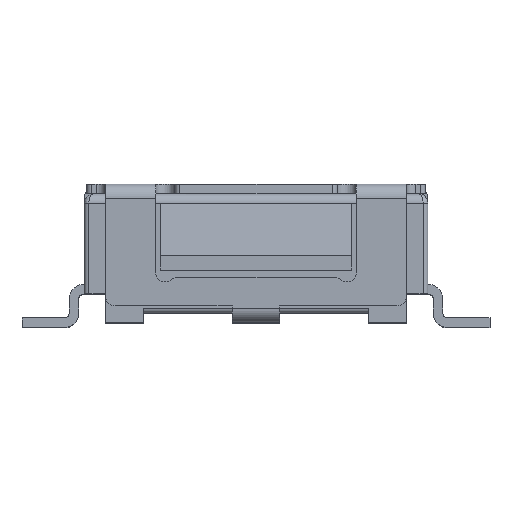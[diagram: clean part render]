
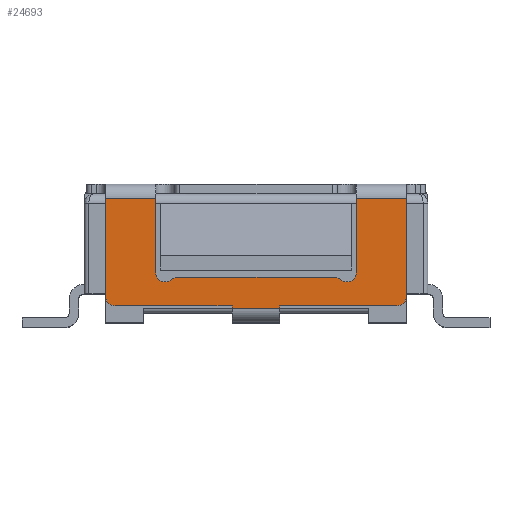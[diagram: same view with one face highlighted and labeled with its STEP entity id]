
A CAD part, top view. The second image highlights one B-rep face of the part: STEP entity #24693.
In plain terms, the highlighted planar face has unit normal (0, 0, 1).
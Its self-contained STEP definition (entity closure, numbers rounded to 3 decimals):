
#92 = VERTEX_POINT ( 'NONE', #32985 ) ;
#477 = CARTESIAN_POINT ( 'NONE',  ( 7.019, 7.053, 9.122 ) ) ;
#1218 = DIRECTION ( 'NONE',  ( -1., 0., 0. ) ) ;
#1622 = LINE ( 'NONE', #23593, #22837 ) ;
#1755 = CARTESIAN_POINT ( 'NONE',  ( 0.719, 5.003, 9.122 ) ) ;
#2446 = VERTEX_POINT ( 'NONE', #5578 ) ;
#2460 = EDGE_CURVE ( 'NONE', #29267, #4892, #8608, .T. ) ;
#2463 = CARTESIAN_POINT ( 'NONE',  ( 4.369, 4.803, 9.122 ) ) ;
#2594 = CARTESIAN_POINT ( 'NONE',  ( 0.719, 4.803, 9.122 ) ) ;
#2959 = CARTESIAN_POINT ( 'NONE',  ( 5.769, 5.503, 9.122 ) ) ;
#2981 = LINE ( 'NONE', #38714, #29719 ) ;
#3296 = EDGE_CURVE ( 'NONE', #7746, #18790, #1622, .T. ) ;
#3792 = DIRECTION ( 'NONE',  ( 0., 0., -1. ) ) ;
#4228 = VECTOR ( 'NONE', #38595, 1000. ) ;
#4776 = CARTESIAN_POINT ( 'NONE',  ( 6.819, 5.003, 9.122 ) ) ;
#4892 = VERTEX_POINT ( 'NONE', #41150 ) ;
#4983 = EDGE_CURVE ( 'NONE', #26503, #21529, #41060, .T. ) ;
#5491 = DIRECTION ( 'NONE',  ( -1., 0., 0. ) ) ;
#5578 = CARTESIAN_POINT ( 'NONE',  ( 4.369, 4.803, 9.122 ) ) ;
#6295 = ORIENTED_EDGE ( 'NONE', *, *, #19148, .F. ) ;
#6343 = LINE ( 'NONE', #35112, #14606 ) ;
#6409 = ORIENTED_EDGE ( 'NONE', *, *, #9929, .F. ) ;
#6907 = DIRECTION ( 'NONE',  ( 0., 0., -1. ) ) ;
#7333 = LINE ( 'NONE', #33332, #35549 ) ;
#7746 = VERTEX_POINT ( 'NONE', #39452 ) ;
#7858 = VERTEX_POINT ( 'NONE', #17443 ) ;
#7969 = ORIENTED_EDGE ( 'NONE', *, *, #16046, .T. ) ;
#7978 = EDGE_CURVE ( 'NONE', #18790, #26503, #32489, .T. ) ;
#8109 = CARTESIAN_POINT ( 'NONE',  ( 1.769, 7.053, 9.122 ) ) ;
#8233 = DIRECTION ( 'NONE',  ( 0., 0., 1. ) ) ;
#8389 = VERTEX_POINT ( 'NONE', #477 ) ;
#8486 = AXIS2_PLACEMENT_3D ( 'NONE', #28024, #8988, #21890 ) ;
#8608 = CIRCLE ( 'NONE', #32266, 0.2 ) ;
#8988 = DIRECTION ( 'NONE',  ( 0., 0., 1. ) ) ;
#9307 = VERTEX_POINT ( 'NONE', #33231 ) ;
#9509 = AXIS2_PLACEMENT_3D ( 'NONE', #18267, #14878, #15725 ) ;
#9929 = EDGE_CURVE ( 'NONE', #36737, #21529, #39033, .T. ) ;
#10050 = DIRECTION ( 'NONE',  ( 0., -1., 0. ) ) ;
#10180 = VERTEX_POINT ( 'NONE', #14046 ) ;
#10195 = CARTESIAN_POINT ( 'NONE',  ( 3.369, 4.803, 9.122 ) ) ;
#10742 = DIRECTION ( 'NONE',  ( 1., 0., 0. ) ) ;
#10835 = EDGE_CURVE ( 'NONE', #92, #2446, #18527, .T. ) ;
#11220 = CARTESIAN_POINT ( 'NONE',  ( 3.869, 7.053, 9.122 ) ) ;
#11511 = VECTOR ( 'NONE', #33043, 1000. ) ;
#11730 = PLANE ( 'NONE',  #8486 ) ;
#12002 = VERTEX_POINT ( 'NONE', #30759 ) ;
#12481 = DIRECTION ( 'NONE',  ( 0., -1., 0. ) ) ;
#12796 = CARTESIAN_POINT ( 'NONE',  ( 5.969, 4.803, 9.122 ) ) ;
#12968 = VECTOR ( 'NONE', #10050, 1000. ) ;
#14046 = CARTESIAN_POINT ( 'NONE',  ( 3.369, 4.803, 9.122 ) ) ;
#14603 = VERTEX_POINT ( 'NONE', #31289 ) ;
#14606 = VECTOR ( 'NONE', #41667, 1000. ) ;
#14878 = DIRECTION ( 'NONE',  ( 0., 0., 1. ) ) ;
#15725 = DIRECTION ( 'NONE',  ( 1., 0., 0. ) ) ;
#15976 = DIRECTION ( 'NONE',  ( 0., 1., 0. ) ) ;
#16046 = EDGE_CURVE ( 'NONE', #21857, #35345, #20274, .T. ) ;
#16375 = ORIENTED_EDGE ( 'NONE', *, *, #25554, .T. ) ;
#16925 = CARTESIAN_POINT ( 'NONE',  ( 6.819, 4.803, 9.122 ) ) ;
#16992 = DIRECTION ( 'NONE',  ( 1., 0., 0. ) ) ;
#17061 = DIRECTION ( 'NONE',  ( 1., 0., 0. ) ) ;
#17443 = CARTESIAN_POINT ( 'NONE',  ( 3.369, 4.753, 9.122 ) ) ;
#18108 = ORIENTED_EDGE ( 'NONE', *, *, #10835, .T. ) ;
#18229 = AXIS2_PLACEMENT_3D ( 'NONE', #4776, #27206, #40707 ) ;
#18267 = CARTESIAN_POINT ( 'NONE',  ( 2.233, 5.203, 9.122 ) ) ;
#18282 = DIRECTION ( 'NONE',  ( 0., 0., 1. ) ) ;
#18527 = LINE ( 'NONE', #2463, #33297 ) ;
#18651 = EDGE_CURVE ( 'NONE', #25126, #8389, #36233, .T. ) ;
#18742 = DIRECTION ( 'NONE',  ( 0., 1., 0. ) ) ;
#18790 = VERTEX_POINT ( 'NONE', #19061 ) ;
#19061 = CARTESIAN_POINT ( 'NONE',  ( 2.233, 5.403, 9.122 ) ) ;
#19148 = EDGE_CURVE ( 'NONE', #10180, #4892, #31777, .T. ) ;
#19369 = CARTESIAN_POINT ( 'NONE',  ( 1.769, 4.803, 9.122 ) ) ;
#19565 = CARTESIAN_POINT ( 'NONE',  ( 0.719, 7.153, 9.122 ) ) ;
#19773 = ORIENTED_EDGE ( 'NONE', *, *, #33662, .T. ) ;
#20104 = CARTESIAN_POINT ( 'NONE',  ( 5.504, 5.203, 9.122 ) ) ;
#20274 = CIRCLE ( 'NONE', #18229, 0.2 ) ;
#20707 = DIRECTION ( 'NONE',  ( -1., 0., 0. ) ) ;
#21448 = EDGE_CURVE ( 'NONE', #29267, #14603, #25903, .T. ) ;
#21529 = VERTEX_POINT ( 'NONE', #31841 ) ;
#21857 = VERTEX_POINT ( 'NONE', #16925 ) ;
#21871 = ORIENTED_EDGE ( 'NONE', *, *, #3296, .T. ) ;
#21877 = CIRCLE ( 'NONE', #36059, 0.2 ) ;
#21881 = DIRECTION ( 'NONE',  ( 0., -1., 0. ) ) ;
#21890 = DIRECTION ( 'NONE',  ( 0., -1., 0. ) ) ;
#21902 = LINE ( 'NONE', #12796, #37804 ) ;
#22837 = VECTOR ( 'NONE', #1218, 1000. ) ;
#23421 = ORIENTED_EDGE ( 'NONE', *, *, #2460, .T. ) ;
#23593 = CARTESIAN_POINT ( 'NONE',  ( 2.233, 5.403, 9.122 ) ) ;
#24216 = ORIENTED_EDGE ( 'NONE', *, *, #4983, .T. ) ;
#24693 = ADVANCED_FACE ( 'NONE', ( #37952 ), #11730, .T. ) ;
#24740 = CIRCLE ( 'NONE', #30170, 0.2 ) ;
#25126 = VERTEX_POINT ( 'NONE', #37292 ) ;
#25201 = DIRECTION ( 'NONE',  ( -1., 0., 0. ) ) ;
#25352 = EDGE_CURVE ( 'NONE', #21857, #2446, #6343, .T. ) ;
#25543 = ORIENTED_EDGE ( 'NONE', *, *, #34886, .F. ) ;
#25554 = EDGE_CURVE ( 'NONE', #12002, #7746, #24740, .T. ) ;
#25678 = VECTOR ( 'NONE', #5491, 1000. ) ;
#25903 = LINE ( 'NONE', #19565, #4228 ) ;
#26288 = EDGE_LOOP ( 'NONE', ( #32484, #23421, #6295, #33956, #35592, #18108, #40475, #7969, #25543, #40985, #30138, #26791, #16375, #21871, #29035, #24216, #6409, #19773 ) ) ;
#26503 = VERTEX_POINT ( 'NONE', #27030 ) ;
#26773 = EDGE_CURVE ( 'NONE', #7858, #92, #7333, .T. ) ;
#26791 = ORIENTED_EDGE ( 'NONE', *, *, #40751, .T. ) ;
#27030 = CARTESIAN_POINT ( 'NONE',  ( 2.101, 5.353, 9.122 ) ) ;
#27206 = DIRECTION ( 'NONE',  ( 0., 0., 1. ) ) ;
#28024 = CARTESIAN_POINT ( 'NONE',  ( 3.869, 7.353, 9.122 ) ) ;
#29035 = ORIENTED_EDGE ( 'NONE', *, *, #7978, .T. ) ;
#29267 = VERTEX_POINT ( 'NONE', #1755 ) ;
#29719 = VECTOR ( 'NONE', #12481, 1000. ) ;
#30138 = ORIENTED_EDGE ( 'NONE', *, *, #35563, .F. ) ;
#30170 = AXIS2_PLACEMENT_3D ( 'NONE', #20104, #8233, #20707 ) ;
#30759 = CARTESIAN_POINT ( 'NONE',  ( 5.637, 5.353, 9.122 ) ) ;
#31101 = LINE ( 'NONE', #11220, #25678 ) ;
#31289 = CARTESIAN_POINT ( 'NONE',  ( 0.719, 7.053, 9.122 ) ) ;
#31777 = LINE ( 'NONE', #2594, #33799 ) ;
#31841 = CARTESIAN_POINT ( 'NONE',  ( 1.769, 5.503, 9.122 ) ) ;
#32266 = AXIS2_PLACEMENT_3D ( 'NONE', #37730, #18282, #21881 ) ;
#32431 = CARTESIAN_POINT ( 'NONE',  ( 7.019, 7.053, 9.122 ) ) ;
#32484 = ORIENTED_EDGE ( 'NONE', *, *, #21448, .F. ) ;
#32489 = CIRCLE ( 'NONE', #9509, 0.2 ) ;
#32493 = CARTESIAN_POINT ( 'NONE',  ( 1.969, 5.503, 9.122 ) ) ;
#32985 = CARTESIAN_POINT ( 'NONE',  ( 4.369, 4.753, 9.122 ) ) ;
#33043 = DIRECTION ( 'NONE',  ( 0., -1., 0. ) ) ;
#33150 = CARTESIAN_POINT ( 'NONE',  ( 7.019, 5.003, 9.122 ) ) ;
#33231 = CARTESIAN_POINT ( 'NONE',  ( 5.969, 5.503, 9.122 ) ) ;
#33297 = VECTOR ( 'NONE', #18742, 1000. ) ;
#33332 = CARTESIAN_POINT ( 'NONE',  ( 3.369, 4.753, 9.122 ) ) ;
#33662 = EDGE_CURVE ( 'NONE', #36737, #14603, #31101, .T. ) ;
#33799 = VECTOR ( 'NONE', #25201, 1000. ) ;
#33956 = ORIENTED_EDGE ( 'NONE', *, *, #34665, .T. ) ;
#34296 = AXIS2_PLACEMENT_3D ( 'NONE', #32493, #6907, #35459 ) ;
#34665 = EDGE_CURVE ( 'NONE', #10180, #7858, #39170, .T. ) ;
#34886 = EDGE_CURVE ( 'NONE', #8389, #35345, #2981, .T. ) ;
#35112 = CARTESIAN_POINT ( 'NONE',  ( 7.019, 4.803, 9.122 ) ) ;
#35345 = VERTEX_POINT ( 'NONE', #33150 ) ;
#35459 = DIRECTION ( 'NONE',  ( 1., 0., 0. ) ) ;
#35549 = VECTOR ( 'NONE', #17061, 1000. ) ;
#35563 = EDGE_CURVE ( 'NONE', #9307, #25126, #21902, .T. ) ;
#35592 = ORIENTED_EDGE ( 'NONE', *, *, #26773, .T. ) ;
#36059 = AXIS2_PLACEMENT_3D ( 'NONE', #2959, #3792, #10742 ) ;
#36233 = LINE ( 'NONE', #32431, #39832 ) ;
#36737 = VERTEX_POINT ( 'NONE', #8109 ) ;
#37292 = CARTESIAN_POINT ( 'NONE',  ( 5.969, 7.053, 9.122 ) ) ;
#37730 = CARTESIAN_POINT ( 'NONE',  ( 0.919, 5.003, 9.122 ) ) ;
#37804 = VECTOR ( 'NONE', #15976, 1000. ) ;
#37952 = FACE_OUTER_BOUND ( 'NONE', #26288, .T. ) ;
#38595 = DIRECTION ( 'NONE',  ( 0., 1., 0. ) ) ;
#38714 = CARTESIAN_POINT ( 'NONE',  ( 7.019, 7.153, 9.122 ) ) ;
#39033 = LINE ( 'NONE', #19369, #12968 ) ;
#39170 = LINE ( 'NONE', #10195, #11511 ) ;
#39452 = CARTESIAN_POINT ( 'NONE',  ( 5.504, 5.403, 9.122 ) ) ;
#39832 = VECTOR ( 'NONE', #16992, 1000. ) ;
#40475 = ORIENTED_EDGE ( 'NONE', *, *, #25352, .F. ) ;
#40707 = DIRECTION ( 'NONE',  ( 0., -1., 0. ) ) ;
#40751 = EDGE_CURVE ( 'NONE', #9307, #12002, #21877, .T. ) ;
#40985 = ORIENTED_EDGE ( 'NONE', *, *, #18651, .F. ) ;
#41060 = CIRCLE ( 'NONE', #34296, 0.2 ) ;
#41150 = CARTESIAN_POINT ( 'NONE',  ( 0.919, 4.803, 9.122 ) ) ;
#41667 = DIRECTION ( 'NONE',  ( -1., 0., 0. ) ) ;
